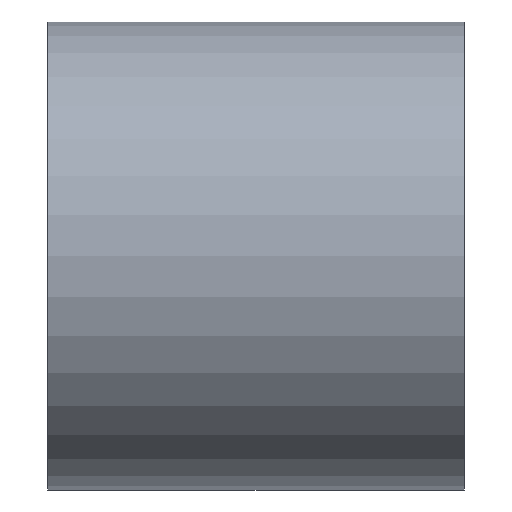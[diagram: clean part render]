
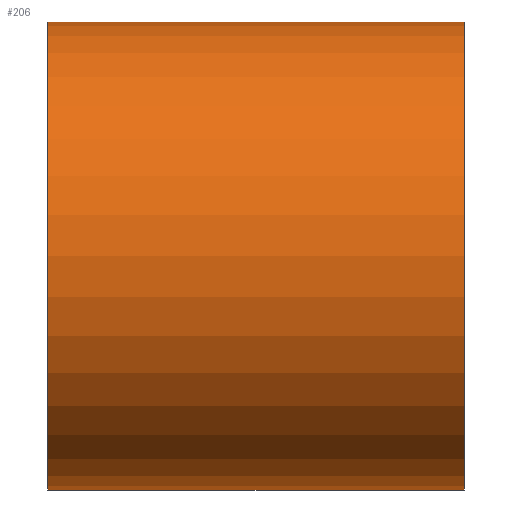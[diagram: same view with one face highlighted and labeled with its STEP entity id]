
A CAD part, left-side view. The second image highlights one B-rep face of the part: STEP entity #206.
In plain terms, the highlighted cylindrical face has radius 20.5 mm (diameter 41 mm), a partial arc.
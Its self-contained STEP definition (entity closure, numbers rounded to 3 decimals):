
#1 = DIRECTION ( 'NONE',  ( 0., -1., 0. ) ) ;
#3 = CARTESIAN_POINT ( 'NONE',  ( 0., 36.5, 20.5 ) ) ;
#6 = CARTESIAN_POINT ( 'NONE',  ( 0., 36.5, 0. ) ) ;
#10 = CARTESIAN_POINT ( 'NONE',  ( 0., 36.5, -20.5 ) ) ;
#11 = ORIENTED_EDGE ( 'NONE', *, *, #56, .T. ) ;
#12 = ORIENTED_EDGE ( 'NONE', *, *, #161, .F. ) ;
#13 = AXIS2_PLACEMENT_3D ( 'NONE', #89, #86, #153 ) ;
#17 = CARTESIAN_POINT ( 'NONE',  ( 0., 0., -20.5 ) ) ;
#23 = VERTEX_POINT ( 'NONE', #209 ) ;
#27 = AXIS2_PLACEMENT_3D ( 'NONE', #6, #205, #43 ) ;
#35 = CARTESIAN_POINT ( 'NONE',  ( 0., 36.5, -20.5 ) ) ;
#43 = DIRECTION ( 'NONE',  ( 0., 0., -1. ) ) ;
#44 = EDGE_LOOP ( 'NONE', ( #125, #12, #11, #62 ) ) ;
#56 = EDGE_CURVE ( 'NONE', #96, #111, #195, .T. ) ;
#62 = ORIENTED_EDGE ( 'NONE', *, *, #141, .T. ) ;
#86 = DIRECTION ( 'NONE',  ( 0., 1., 0. ) ) ;
#89 = CARTESIAN_POINT ( 'NONE',  ( 0., 0., 0. ) ) ;
#90 = FACE_OUTER_BOUND ( 'NONE', #44, .T. ) ;
#92 = DIRECTION ( 'NONE',  ( 0., -1., 0. ) ) ;
#96 = VERTEX_POINT ( 'NONE', #35 ) ;
#99 = VECTOR ( 'NONE', #1, 1000. ) ;
#103 = CARTESIAN_POINT ( 'NONE',  ( 0., 36.5, 20.5 ) ) ;
#111 = VERTEX_POINT ( 'NONE', #17 ) ;
#115 = DIRECTION ( 'NONE',  ( 0., 0., 1. ) ) ;
#122 = VECTOR ( 'NONE', #92, 1000. ) ;
#125 = ORIENTED_EDGE ( 'NONE', *, *, #183, .F. ) ;
#141 = EDGE_CURVE ( 'NONE', #111, #23, #163, .T. ) ;
#153 = DIRECTION ( 'NONE',  ( 0., 0., 1. ) ) ;
#160 = CYLINDRICAL_SURFACE ( 'NONE', #27, 20.5 ) ;
#161 = EDGE_CURVE ( 'NONE', #96, #168, #169, .T. ) ;
#163 = CIRCLE ( 'NONE', #13, 20.5 ) ;
#168 = VERTEX_POINT ( 'NONE', #3 ) ;
#169 = CIRCLE ( 'NONE', #192, 20.5 ) ;
#183 = EDGE_CURVE ( 'NONE', #168, #23, #189, .T. ) ;
#189 = LINE ( 'NONE', #103, #99 ) ;
#192 = AXIS2_PLACEMENT_3D ( 'NONE', #198, #203, #115 ) ;
#195 = LINE ( 'NONE', #10, #122 ) ;
#198 = CARTESIAN_POINT ( 'NONE',  ( 0., 36.5, 0. ) ) ;
#203 = DIRECTION ( 'NONE',  ( 0., 1., 0. ) ) ;
#205 = DIRECTION ( 'NONE',  ( 0., -1., 0. ) ) ;
#206 = ADVANCED_FACE ( 'NONE', ( #90 ), #160, .T. ) ;
#209 = CARTESIAN_POINT ( 'NONE',  ( 0., 0., 20.5 ) ) ;
